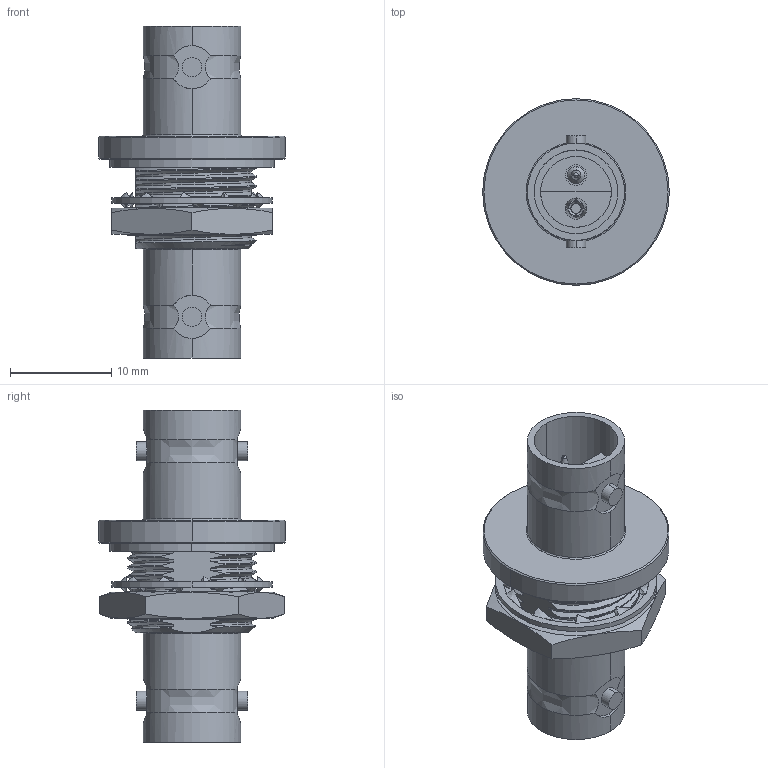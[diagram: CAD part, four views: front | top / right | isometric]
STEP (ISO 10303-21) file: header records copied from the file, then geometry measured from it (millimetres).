
FILE_DESCRIPTION (( 'STEP AP203' ), '1' );
FILE_NAME ('PE9280.step', '2018-12-21T21:20:41', ( '' ), ( '' ), 'SwSTEP 2.0', 'SolidWorks 2017', '' );
FILE_SCHEMA (( 'CONFIG_CONTROL_DESIGN' ));
Length unit declared in the file: inch
Products named in the file (1): PE9280
Bounding box: 18.41 x 18.41 x 32.77 mm (x, y, z)
Volume: 2719 mm3; surface area: 3852.8 mm2
Topology: 4 solids, 5 shells, 344 faces, 917 edges, 605 vertices
Faces by surface type: cylinder 121, plane 84, bspline 84, cone 51, torus 4
Entity records: 25036 total; most frequent: CARTESIAN_POINT 17218, ORIENTED_EDGE 1834, DIRECTION 1344, EDGE_CURVE 917, VERTEX_POINT 605, AXIS2_PLACEMENT_3D 527, EDGE_LOOP 372, ADVANCED_FACE 344
